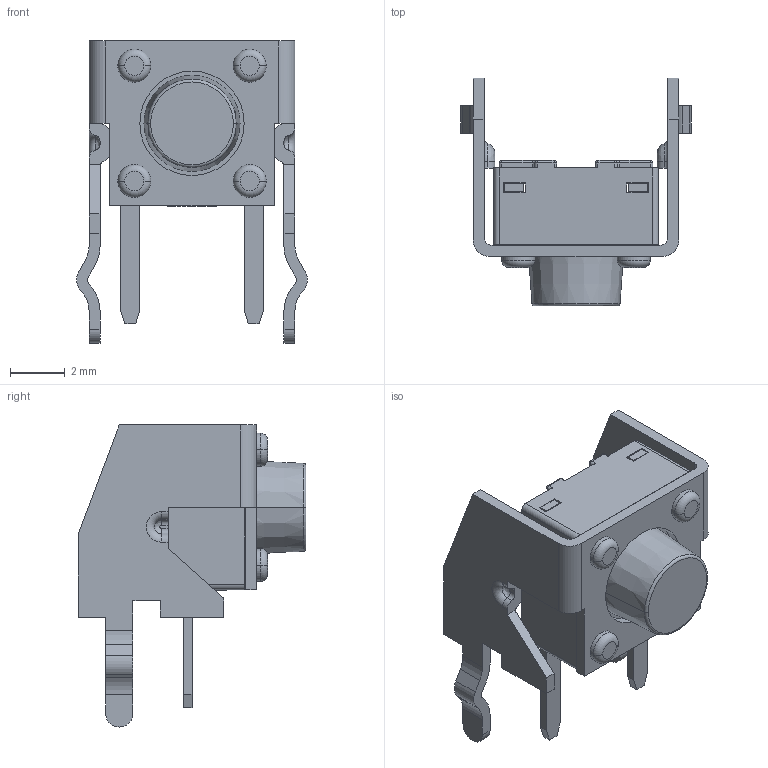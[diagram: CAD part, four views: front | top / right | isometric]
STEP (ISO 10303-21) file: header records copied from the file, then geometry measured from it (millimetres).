
FILE_DESCRIPTION((''),'2;1');
FILE_NAME('8','2021-09-01T21:28:54',('Administrator'),(''),'CREO PARAMETRIC BY PTC INC, 2016510','CREO PARAMETRIC BY PTC INC, 2016510','');
FILE_SCHEMA(('CONFIG_CONTROL_DESIGN','GEOMETRIC_VALIDATION_PROPERTIES_MIM'));
Length unit declared in the file: millimetre
Products named in the file (1): 8
Bounding box: 8.4 x 8.3 x 11 mm (x, y, z)
Volume: 165.5 mm3; surface area: 482.9 mm2
Topology: 3 solids, 3 shells, 430 faces, 1144 edges, 734 vertices
Faces by surface type: plane 290, cylinder 96, torus 22, sphere 16, bspline 4, cone 2
Entity records: 16426 total; most frequent: CARTESIAN_POINT 2422, ORIENTED_EDGE 2288, DIRECTION 2234, EDGE_CURVE 1144, VECTOR 902, LINE 902, VERTEX_POINT 734, AXIS2_PLACEMENT_3D 666
